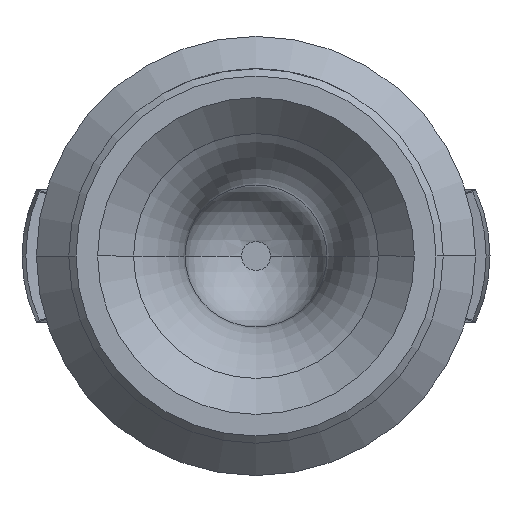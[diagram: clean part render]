
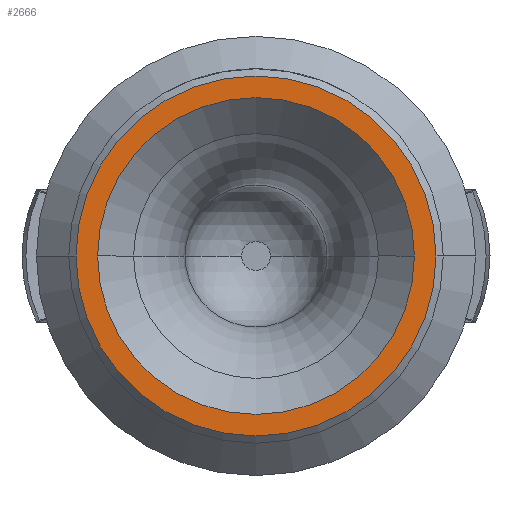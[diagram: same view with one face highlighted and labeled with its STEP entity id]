
A CAD part, front view. The second image highlights one B-rep face of the part: STEP entity #2666.
In plain terms, the highlighted planar face has unit normal (0, -1, 0).
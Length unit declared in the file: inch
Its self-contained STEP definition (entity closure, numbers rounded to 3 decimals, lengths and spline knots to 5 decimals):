
#302 = EDGE_LOOP ( 'NONE', ( #4928, #4980 ) ) ;
#442 = CARTESIAN_POINT ( 'NONE',  ( 0., 0., 0. ) ) ;
#821 = EDGE_CURVE ( 'NONE', #5126, #4835, #2931, .T. ) ;
#1315 = VERTEX_POINT ( 'NONE', #2243 ) ;
#1374 = FACE_BOUND ( 'NONE', #302, .T. ) ;
#1389 = FACE_OUTER_BOUND ( 'NONE', #1821, .T. ) ;
#1720 = AXIS2_PLACEMENT_3D ( 'NONE', #2982, #2976, #2970 ) ;
#1729 = AXIS2_PLACEMENT_3D ( 'NONE', #4418, #4382, #4356 ) ;
#1821 = EDGE_LOOP ( 'NONE', ( #4987, #5053 ) ) ;
#1989 = CIRCLE ( 'NONE', #4474, 0.025 ) ;
#2011 = CARTESIAN_POINT ( 'NONE',  ( 0., 0., 0. ) ) ;
#2177 = AXIS2_PLACEMENT_3D ( 'NONE', #2802, #2765, #2680 ) ;
#2243 = CARTESIAN_POINT ( 'NONE',  ( -0.025, 0., 0. ) ) ;
#2666 = ADVANCED_FACE ( 'NONE', ( #1374, #1389 ), #2978, .T. ) ;
#2680 = DIRECTION ( 'NONE',  ( 1., 0., 0. ) ) ;
#2765 = DIRECTION ( 'NONE',  ( 0., -1., 0. ) ) ;
#2793 = DIRECTION ( 'NONE',  ( 0., 1., 0. ) ) ;
#2802 = CARTESIAN_POINT ( 'NONE',  ( -0.025, 0., 0. ) ) ;
#2931 = CIRCLE ( 'NONE', #1720, 0.022 ) ;
#2970 = DIRECTION ( 'NONE',  ( -1., 0., 0. ) ) ;
#2976 = DIRECTION ( 'NONE',  ( 0., 1., 0. ) ) ;
#2978 = PLANE ( 'NONE',  #2177 ) ;
#2982 = CARTESIAN_POINT ( 'NONE',  ( 0., 0., 0. ) ) ;
#3082 = EDGE_CURVE ( 'NONE', #4868, #1315, #5221, .T. ) ;
#3306 = DIRECTION ( 'NONE',  ( -1., 0., 0. ) ) ;
#3436 = CIRCLE ( 'NONE', #4314, 0.022 ) ;
#3805 = EDGE_CURVE ( 'NONE', #1315, #4868, #1989, .T. ) ;
#4172 = CARTESIAN_POINT ( 'NONE',  ( 0.025, 0., 0. ) ) ;
#4314 = AXIS2_PLACEMENT_3D ( 'NONE', #2011, #2793, #4408 ) ;
#4356 = DIRECTION ( 'NONE',  ( -1., 0., 0. ) ) ;
#4382 = DIRECTION ( 'NONE',  ( 0., 1., 0. ) ) ;
#4408 = DIRECTION ( 'NONE',  ( -1., 0., 0. ) ) ;
#4418 = CARTESIAN_POINT ( 'NONE',  ( 0., 0., 0. ) ) ;
#4474 = AXIS2_PLACEMENT_3D ( 'NONE', #442, #4586, #3306 ) ;
#4485 = CARTESIAN_POINT ( 'NONE',  ( 0.022, 0., 0. ) ) ;
#4586 = DIRECTION ( 'NONE',  ( 0., 1., 0. ) ) ;
#4804 = CARTESIAN_POINT ( 'NONE',  ( -0.022, 0., 0. ) ) ;
#4835 = VERTEX_POINT ( 'NONE', #4485 ) ;
#4866 = EDGE_CURVE ( 'NONE', #4835, #5126, #3436, .T. ) ;
#4868 = VERTEX_POINT ( 'NONE', #4172 ) ;
#4928 = ORIENTED_EDGE ( 'NONE', *, *, #4866, .T. ) ;
#4980 = ORIENTED_EDGE ( 'NONE', *, *, #821, .T. ) ;
#4987 = ORIENTED_EDGE ( 'NONE', *, *, #3805, .F. ) ;
#5053 = ORIENTED_EDGE ( 'NONE', *, *, #3082, .F. ) ;
#5126 = VERTEX_POINT ( 'NONE', #4804 ) ;
#5221 = CIRCLE ( 'NONE', #1729, 0.025 ) ;
